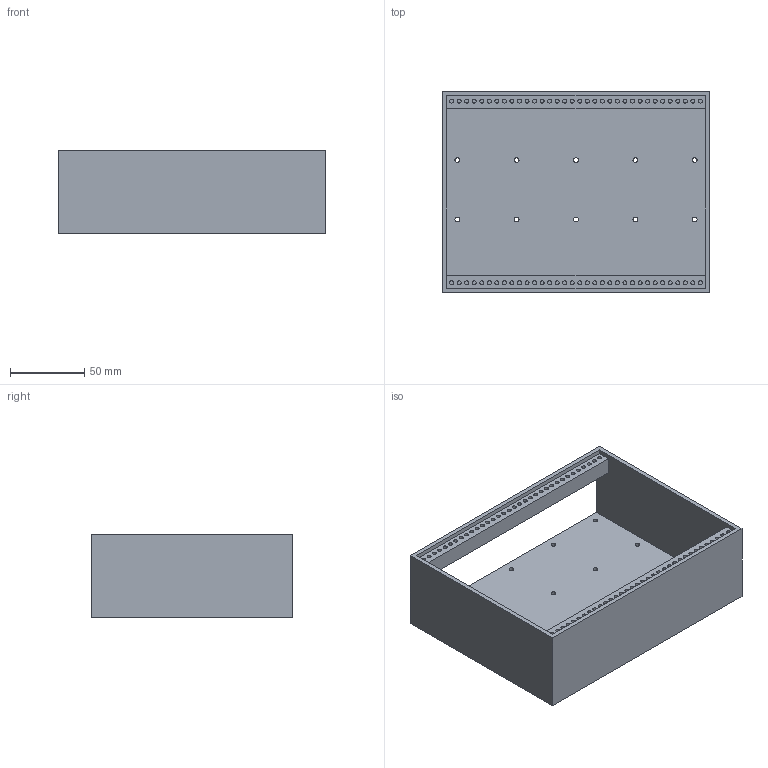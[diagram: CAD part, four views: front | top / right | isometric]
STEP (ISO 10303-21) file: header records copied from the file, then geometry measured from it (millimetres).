
FILE_DESCRIPTION(('HOOPS Exchange Step'),'2;1');
FILE_NAME('tiny-case-34hp.stp','2023-08-24T22:47:51+08:00',('biti'),('Unknown organisation'),'HOOPS Exchange 2023.1','HOOPS Exchange','Unknown authorisation');
FILE_SCHEMA( ('AP203_CONFIGURATION_CONTROLLED_3D_DESIGN_OF_MECHANICAL_PARTS_AND_ASSEMBLIES_MIM_LF') );
Length unit declared in the file: millimetre
Products named in the file (1): rack
Bounding box: 180.46 x 136 x 56 mm (x, y, z)
Volume: 198453.3 mm3; surface area: 117432 mm2
Topology: 1 solids, 1 shells, 183 faces, 495 edges, 386 vertices
Faces by surface type: cylinder 92, plane 91
Full cylindrical faces by diameter (mm): 2.7 x68, 3.2 x20, 13 x4
Entity records: 6306 total; most frequent: DIRECTION 1215, CARTESIAN_POINT 1065, ORIENTED_EDGE 990, AXIS2_PLACEMENT_3D 536, EDGE_CURVE 495, VERTEX_POINT 386, CIRCLE 352, EDGE_LOOP 297
